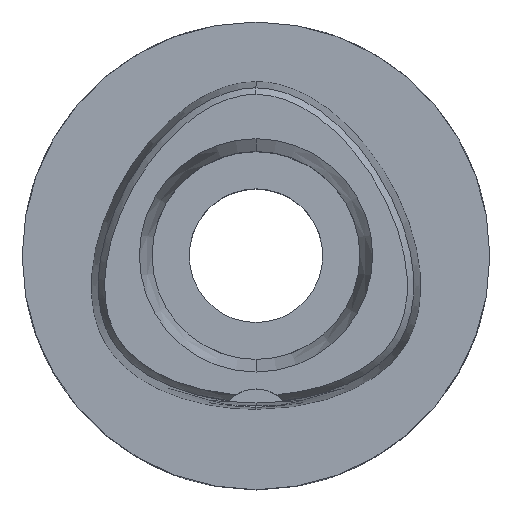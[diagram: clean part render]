
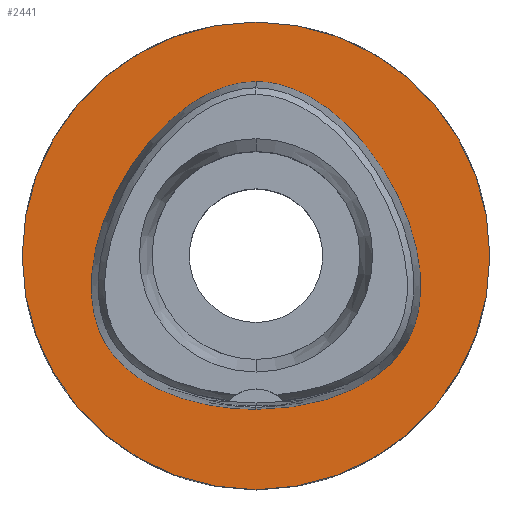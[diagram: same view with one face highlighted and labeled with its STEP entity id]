
A CAD part, top view. The second image highlights one B-rep face of the part: STEP entity #2441.
In plain terms, the highlighted planar face has unit normal (0, 0, 1).
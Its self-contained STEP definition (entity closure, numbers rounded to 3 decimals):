
#315=CARTESIAN_POINT('',(0.,0.,0.));
#316=DIRECTION('',(0.,0.,-1.));
#317=DIRECTION('',(0.,-1.,0.));
#318=AXIS2_PLACEMENT_3D('',#315,#316,#317);
#323=CARTESIAN_POINT('',(0.,0.,0.));
#324=DIRECTION('',(0.,0.,-1.));
#325=DIRECTION('',(0.,1.,0.));
#326=AXIS2_PLACEMENT_3D('',#323,#324,#325);
#331=CARTESIAN_POINT('',(0.,-20.675,0.));
#332=CARTESIAN_POINT('',(0.942,-20.675,0.));
#333=CARTESIAN_POINT('',(2.794,-20.601,
0.));
#334=CARTESIAN_POINT('',(5.508,-20.278,0.));
#335=CARTESIAN_POINT('',(8.042,-19.765,0.));
#336=CARTESIAN_POINT('',(10.348,-19.099,0.));
#337=CARTESIAN_POINT('',(12.397,-18.314,0.));
#338=CARTESIAN_POINT('',(14.187,-17.444,0.));
#339=CARTESIAN_POINT('',(15.733,-16.514,0.));
#340=CARTESIAN_POINT('',(17.054,-15.541,0.));
#341=CARTESIAN_POINT('',(18.174,-14.539,0.));
#342=CARTESIAN_POINT('',(19.12,-13.509,0.));
#343=CARTESIAN_POINT('',(19.902,-12.464,0.));
#344=CARTESIAN_POINT('',(20.552,-11.382,0.));
#345=CARTESIAN_POINT('',(21.098,-10.216,0.));
#346=CARTESIAN_POINT('',(21.55,-8.928,0.));
#347=CARTESIAN_POINT('',(21.897,-7.505,0.));
#348=CARTESIAN_POINT('',(22.122,-5.929,0.));
#349=CARTESIAN_POINT('',(22.208,-4.184,0.));
#350=CARTESIAN_POINT('',(22.127,-2.258,0.));
#351=CARTESIAN_POINT('',(21.853,-0.15,0.));
#352=CARTESIAN_POINT('',(21.356,2.13,0.));
#353=CARTESIAN_POINT('',(20.615,4.548,0.));
#354=CARTESIAN_POINT('',(19.622,7.047,0.));
#355=CARTESIAN_POINT('',(18.39,9.547,0.));
#356=CARTESIAN_POINT('',(16.952,11.962,0.));
#357=CARTESIAN_POINT('',(15.356,14.215,0.));
#358=CARTESIAN_POINT('',(13.662,16.241,0.));
#359=CARTESIAN_POINT('',(11.933,17.996,0.));
#360=CARTESIAN_POINT('',(10.216,19.47,0.));
#361=CARTESIAN_POINT('',(8.547,20.671,0.));
#362=CARTESIAN_POINT('',(6.944,21.62,0.));
#363=CARTESIAN_POINT('',(5.417,22.346,0.));
#364=CARTESIAN_POINT('',(3.964,22.874,0.));
#365=CARTESIAN_POINT('',(2.581,23.23,0.));
#366=CARTESIAN_POINT('',(1.262,23.432,
0.));
#367=CARTESIAN_POINT('',(0.415,23.475,
0.));
#368=CARTESIAN_POINT('',(0.,23.475,
0.));
#373=CARTESIAN_POINT('',(0.,23.475,
0.));
#374=CARTESIAN_POINT('',(-0.415,23.475,
0.));
#375=CARTESIAN_POINT('',(-1.262,23.432,
0.));
#376=CARTESIAN_POINT('',(-2.582,23.23,0.));
#377=CARTESIAN_POINT('',(-3.965,22.874,0.));
#378=CARTESIAN_POINT('',(-5.418,22.345,0.));
#379=CARTESIAN_POINT('',(-6.946,21.619,0.));
#380=CARTESIAN_POINT('',(-8.549,20.669,0.));
#381=CARTESIAN_POINT('',(-10.219,19.468,0.));
#382=CARTESIAN_POINT('',(-11.936,17.993,0.));
#383=CARTESIAN_POINT('',(-13.666,16.236,0.));
#384=CARTESIAN_POINT('',(-15.36,14.21,0.));
#385=CARTESIAN_POINT('',(-16.956,11.955,0.));
#386=CARTESIAN_POINT('',(-18.394,9.54,0.));
#387=CARTESIAN_POINT('',(-19.625,7.04,0.));
#388=CARTESIAN_POINT('',(-20.618,4.541,0.));
#389=CARTESIAN_POINT('',(-21.358,2.123,0.));
#390=CARTESIAN_POINT('',(-21.854,-0.156,0.));
#391=CARTESIAN_POINT('',(-22.128,-2.264,0.));
#392=CARTESIAN_POINT('',(-22.208,-4.189,0.));
#393=CARTESIAN_POINT('',(-22.122,-5.933,0.));
#394=CARTESIAN_POINT('',(-21.896,-7.509,0.));
#395=CARTESIAN_POINT('',(-21.549,-8.932,0.));
#396=CARTESIAN_POINT('',(-21.096,-10.221,0.));
#397=CARTESIAN_POINT('',(-20.552,-11.382,0.));
#398=CARTESIAN_POINT('',(-19.905,-12.46,0.));
#399=CARTESIAN_POINT('',(-19.123,-13.505,0.));
#400=CARTESIAN_POINT('',(-18.178,-14.535,0.));
#401=CARTESIAN_POINT('',(-17.058,-15.537,0.));
#402=CARTESIAN_POINT('',(-15.737,-16.51,0.));
#403=CARTESIAN_POINT('',(-14.192,-17.441,0.));
#404=CARTESIAN_POINT('',(-12.401,-18.312,0.));
#405=CARTESIAN_POINT('',(-10.352,-19.098,0.));
#406=CARTESIAN_POINT('',(-8.045,-19.765,0.));
#407=CARTESIAN_POINT('',(-5.51,-20.277,0.));
#408=CARTESIAN_POINT('',(-2.794,-20.601,
0.));
#409=CARTESIAN_POINT('',(-0.943,-20.675,0.));
#410=CARTESIAN_POINT('',(0.,-20.675,0.));
#1589=VERTEX_POINT('',#373);
#1590=VERTEX_POINT('',#410);
#1595=CARTESIAN_POINT('',(0.,-31.5,0.));
#1596=CARTESIAN_POINT('',(0.,31.5,0.));
#1597=VERTEX_POINT('',#1595);
#1598=VERTEX_POINT('',#1596);
#2425=CARTESIAN_POINT('',(0.,0.,0.));
#2426=DIRECTION('',(0.,0.,-1.));
#2427=DIRECTION('',(0.,-1.,0.));
#2428=AXIS2_PLACEMENT_3D('',#2425,#2426,#2427);
#2429=PLANE('',#2428);
#2431=ORIENTED_EDGE('',*,*,#2430,.T.);
#2433=ORIENTED_EDGE('',*,*,#2432,.T.);
#2434=EDGE_LOOP('',(#2431,#2433));
#2435=FACE_OUTER_BOUND('',#2434,.F.);
#2437=ORIENTED_EDGE('',*,*,#2436,.T.);
#2438=ORIENTED_EDGE('',*,*,#2408,.T.);
#2439=EDGE_LOOP('',(#2437,#2438));
#2440=FACE_BOUND('',#2439,.F.);
#319=CIRCLE('',#318,31.5);
#327=CIRCLE('',#326,31.5);
#369=B_SPLINE_CURVE_WITH_KNOTS('',3,(#331,#332,#333,#334,#335,#336,#337,#338,
#339,#340,#341,#342,#343,#344,#345,#346,#347,#348,#349,#350,#351,#352,#353,#354,
#355,#356,#357,#358,#359,#360,#361,#362,#363,#364,#365,#366,#367,#368),
.UNSPECIFIED.,.F.,.F.,(4,1,1,1,1,1,1,1,1,1,1,1,1,1,1,1,1,1,1,1,1,1,1,1,1,1,1,1,
1,1,1,1,1,1,1,4),(0.,0.029,0.057,0.086,
0.114,0.143,0.171,0.2,0.229,
0.257,0.286,0.314,0.343,
0.371,0.4,0.429,0.457,0.486,
0.514,0.543,0.571,0.6,0.629,
0.657,0.686,0.714,0.743,
0.771,0.8,0.829,0.857,0.886,
0.914,0.943,0.971,1.),.UNSPECIFIED.);
#411=B_SPLINE_CURVE_WITH_KNOTS('',3,(#373,#374,#375,#376,#377,#378,#379,#380,
#381,#382,#383,#384,#385,#386,#387,#388,#389,#390,#391,#392,#393,#394,#395,#396,
#397,#398,#399,#400,#401,#402,#403,#404,#405,#406,#407,#408,#409,#410),
.UNSPECIFIED.,.F.,.F.,(4,1,1,1,1,1,1,1,1,1,1,1,1,1,1,1,1,1,1,1,1,1,1,1,1,1,1,1,
1,1,1,1,1,1,1,4),(0.,0.029,0.057,0.086,
0.114,0.143,0.171,0.2,0.229,
0.257,0.286,0.314,0.343,
0.371,0.4,0.429,0.457,0.486,
0.514,0.543,0.571,0.6,0.629,
0.657,0.686,0.714,0.743,
0.771,0.8,0.829,0.857,0.886,
0.914,0.943,0.971,1.),.UNSPECIFIED.);
#2408=EDGE_CURVE('',#1589,#1590,#411,.T.);
#2430=EDGE_CURVE('',#1597,#1598,#319,.T.);
#2432=EDGE_CURVE('',#1598,#1597,#327,.T.);
#2436=EDGE_CURVE('',#1590,#1589,#369,.T.);
#2441=ADVANCED_FACE('',(#2435,#2440),#2429,.F.);
